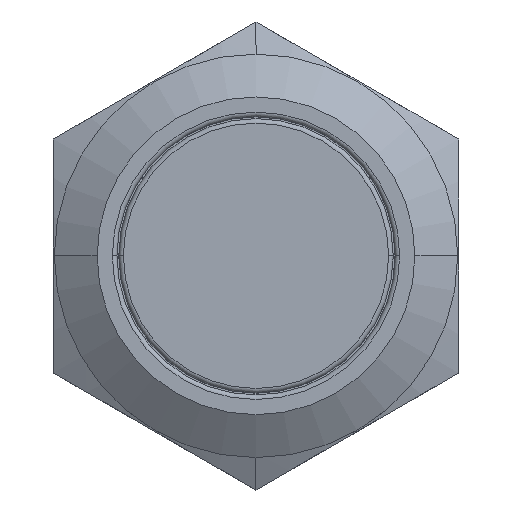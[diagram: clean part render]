
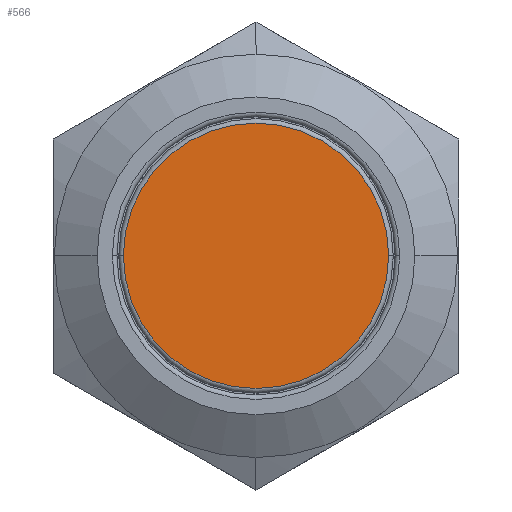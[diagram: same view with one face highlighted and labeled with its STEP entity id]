
A CAD part, top view. The second image highlights one B-rep face of the part: STEP entity #566.
In plain terms, the highlighted planar face has unit normal (0, 0, 1).
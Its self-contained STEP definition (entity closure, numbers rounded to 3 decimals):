
#345 = DIRECTION ( 'NONE',  ( 1., 0., 0. ) ) ;
#566 = ADVANCED_FACE ( 'NONE', ( #7640 ), #5421, .T. ) ;
#1180 = AXIS2_PLACEMENT_3D ( 'NONE', #8906, #1685, #6811 ) ;
#1429 = VERTEX_POINT ( 'NONE', #5006 ) ;
#1685 = DIRECTION ( 'NONE',  ( 0., 0., 1. ) ) ;
#2008 = VERTEX_POINT ( 'NONE', #8250 ) ;
#2433 = CARTESIAN_POINT ( 'NONE',  ( 0., 0., 14.5 ) ) ;
#3000 = CARTESIAN_POINT ( 'NONE',  ( 0., 0., 14.5 ) ) ;
#3512 = AXIS2_PLACEMENT_3D ( 'NONE', #2433, #9081, #345 ) ;
#3578 = EDGE_LOOP ( 'NONE', ( #8935, #7512 ) ) ;
#3889 = CIRCLE ( 'NONE', #1180, 7.2 ) ;
#5006 = CARTESIAN_POINT ( 'NONE',  ( -7.2, 0., 14.5 ) ) ;
#5145 = EDGE_CURVE ( 'NONE', #2008, #1429, #3889, .T. ) ;
#5185 = DIRECTION ( 'NONE',  ( 1., 0., 0. ) ) ;
#5421 = PLANE ( 'NONE',  #3512 ) ;
#5426 = AXIS2_PLACEMENT_3D ( 'NONE', #3000, #8657, #5185 ) ;
#5640 = EDGE_CURVE ( 'NONE', #1429, #2008, #6324, .T. ) ;
#6324 = CIRCLE ( 'NONE', #5426, 7.2 ) ;
#6811 = DIRECTION ( 'NONE',  ( 1., 0., 0. ) ) ;
#7512 = ORIENTED_EDGE ( 'NONE', *, *, #5640, .T. ) ;
#7640 = FACE_OUTER_BOUND ( 'NONE', #3578, .T. ) ;
#8250 = CARTESIAN_POINT ( 'NONE',  ( 7.2, 0., 14.5 ) ) ;
#8657 = DIRECTION ( 'NONE',  ( 0., 0., 1. ) ) ;
#8906 = CARTESIAN_POINT ( 'NONE',  ( 0., 0., 14.5 ) ) ;
#8935 = ORIENTED_EDGE ( 'NONE', *, *, #5145, .T. ) ;
#9081 = DIRECTION ( 'NONE',  ( 0., 0., 1. ) ) ;
